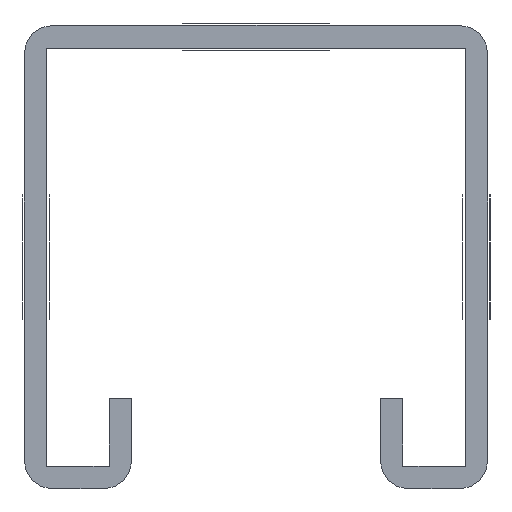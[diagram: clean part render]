
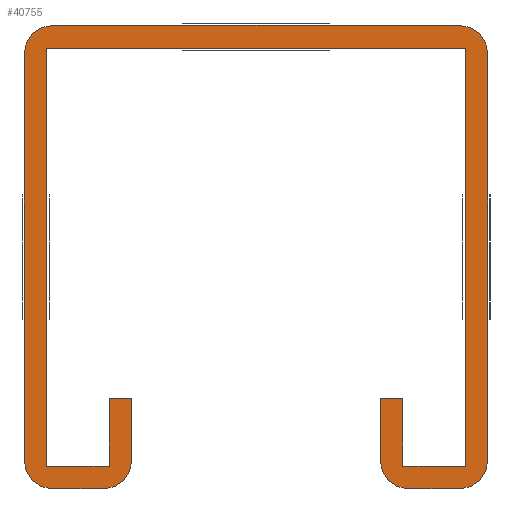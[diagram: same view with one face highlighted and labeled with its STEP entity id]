
A CAD part, left-side view. The second image highlights one B-rep face of the part: STEP entity #40755.
In plain terms, the highlighted planar face has unit normal (-1, 0, 0).
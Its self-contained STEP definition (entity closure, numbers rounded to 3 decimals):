
#2770=CIRCLE('',#41698,2.5);
#2771=CIRCLE('',#41699,2.5);
#2772=CIRCLE('',#41700,2.5);
#2773=CIRCLE('',#41701,2.5);
#2774=CIRCLE('',#41702,2.5);
#2775=CIRCLE('',#41703,2.5);
#4615=FACE_OUTER_BOUND('',#5555,.T.);
#5555=EDGE_LOOP('',(#32364,#32365,#32366,#32367,#32368,#32369,#32370,#32371,
#32372,#32373,#32374,#32375,#32376,#32377,#32378,#32379,#32380,#32381,#32382,
#32383,#32384,#32385));
#6494=LINE('',#55604,#12044);
#6498=LINE('',#55612,#12048);
#6499=LINE('',#55614,#12049);
#6500=LINE('',#55616,#12050);
#6501=LINE('',#55618,#12051);
#6502=LINE('',#55620,#12052);
#6503=LINE('',#55622,#12053);
#6504=LINE('',#55626,#12054);
#6505=LINE('',#55630,#12055);
#6506=LINE('',#55634,#12056);
#6507=LINE('',#55638,#12057);
#6508=LINE('',#55642,#12058);
#6509=LINE('',#55646,#12059);
#6510=LINE('',#55648,#12060);
#6511=LINE('',#55650,#12061);
#6512=LINE('',#55651,#12062);
#12044=VECTOR('',#44484,1.);
#12048=VECTOR('',#44490,1.);
#12049=VECTOR('',#44491,1.);
#12050=VECTOR('',#44492,1.);
#12051=VECTOR('',#44493,1.);
#12052=VECTOR('',#44494,1.);
#12053=VECTOR('',#44495,1.);
#12054=VECTOR('',#44498,1.);
#12055=VECTOR('',#44501,1.);
#12056=VECTOR('',#44504,1.);
#12057=VECTOR('',#44507,1.);
#12058=VECTOR('',#44510,1.);
#12059=VECTOR('',#44513,1.);
#12060=VECTOR('',#44514,1.);
#12061=VECTOR('',#44515,1.);
#12062=VECTOR('',#44516,1.);
#17594=VERTEX_POINT('',#55602);
#17595=VERTEX_POINT('',#55603);
#17598=VERTEX_POINT('',#55611);
#17599=VERTEX_POINT('',#55613);
#17600=VERTEX_POINT('',#55615);
#17601=VERTEX_POINT('',#55617);
#17602=VERTEX_POINT('',#55619);
#17603=VERTEX_POINT('',#55621);
#17604=VERTEX_POINT('',#55623);
#17605=VERTEX_POINT('',#55625);
#17606=VERTEX_POINT('',#55627);
#17607=VERTEX_POINT('',#55629);
#17608=VERTEX_POINT('',#55631);
#17609=VERTEX_POINT('',#55633);
#17610=VERTEX_POINT('',#55635);
#17611=VERTEX_POINT('',#55637);
#17612=VERTEX_POINT('',#55639);
#17613=VERTEX_POINT('',#55641);
#17614=VERTEX_POINT('',#55643);
#17615=VERTEX_POINT('',#55645);
#17616=VERTEX_POINT('',#55647);
#17617=VERTEX_POINT('',#55649);
#24966=EDGE_CURVE('',#17594,#17595,#6494,.T.);
#24970=EDGE_CURVE('',#17598,#17594,#6498,.T.);
#24971=EDGE_CURVE('',#17595,#17599,#6499,.T.);
#24972=EDGE_CURVE('',#17599,#17600,#6500,.T.);
#24973=EDGE_CURVE('',#17600,#17601,#6501,.T.);
#24974=EDGE_CURVE('',#17602,#17601,#6502,.T.);
#24975=EDGE_CURVE('',#17603,#17602,#6503,.T.);
#24976=EDGE_CURVE('',#17604,#17603,#2770,.T.);
#24977=EDGE_CURVE('',#17605,#17604,#6504,.T.);
#24978=EDGE_CURVE('',#17606,#17605,#2771,.T.);
#24979=EDGE_CURVE('',#17607,#17606,#6505,.T.);
#24980=EDGE_CURVE('',#17608,#17607,#2772,.T.);
#24981=EDGE_CURVE('',#17609,#17608,#6506,.T.);
#24982=EDGE_CURVE('',#17610,#17609,#2773,.T.);
#24983=EDGE_CURVE('',#17611,#17610,#6507,.T.);
#24984=EDGE_CURVE('',#17612,#17611,#2774,.T.);
#24985=EDGE_CURVE('',#17613,#17612,#6508,.T.);
#24986=EDGE_CURVE('',#17614,#17613,#2775,.T.);
#24987=EDGE_CURVE('',#17615,#17614,#6509,.T.);
#24988=EDGE_CURVE('',#17615,#17616,#6510,.T.);
#24989=EDGE_CURVE('',#17616,#17617,#6511,.T.);
#24990=EDGE_CURVE('',#17617,#17598,#6512,.T.);
#32364=ORIENTED_EDGE('',*,*,#24970,.T.);
#32365=ORIENTED_EDGE('',*,*,#24966,.T.);
#32366=ORIENTED_EDGE('',*,*,#24971,.T.);
#32367=ORIENTED_EDGE('',*,*,#24972,.T.);
#32368=ORIENTED_EDGE('',*,*,#24973,.T.);
#32369=ORIENTED_EDGE('',*,*,#24974,.F.);
#32370=ORIENTED_EDGE('',*,*,#24975,.F.);
#32371=ORIENTED_EDGE('',*,*,#24976,.F.);
#32372=ORIENTED_EDGE('',*,*,#24977,.F.);
#32373=ORIENTED_EDGE('',*,*,#24978,.F.);
#32374=ORIENTED_EDGE('',*,*,#24979,.F.);
#32375=ORIENTED_EDGE('',*,*,#24980,.F.);
#32376=ORIENTED_EDGE('',*,*,#24981,.F.);
#32377=ORIENTED_EDGE('',*,*,#24982,.F.);
#32378=ORIENTED_EDGE('',*,*,#24983,.F.);
#32379=ORIENTED_EDGE('',*,*,#24984,.F.);
#32380=ORIENTED_EDGE('',*,*,#24985,.F.);
#32381=ORIENTED_EDGE('',*,*,#24986,.F.);
#32382=ORIENTED_EDGE('',*,*,#24987,.F.);
#32383=ORIENTED_EDGE('',*,*,#24988,.T.);
#32384=ORIENTED_EDGE('',*,*,#24989,.T.);
#32385=ORIENTED_EDGE('',*,*,#24990,.T.);
#39821=PLANE('',#41697);
#40755=ADVANCED_FACE('',(#4615),#39821,.F.);
#41697=AXIS2_PLACEMENT_3D('',#55610,#44488,#44489);
#41698=AXIS2_PLACEMENT_3D('',#55624,#44496,#44497);
#41699=AXIS2_PLACEMENT_3D('',#55628,#44499,#44500);
#41700=AXIS2_PLACEMENT_3D('',#55632,#44502,#44503);
#41701=AXIS2_PLACEMENT_3D('',#55636,#44505,#44506);
#41702=AXIS2_PLACEMENT_3D('',#55640,#44508,#44509);
#41703=AXIS2_PLACEMENT_3D('',#55644,#44511,#44512);
#44484=DIRECTION('',(0.,-1.,0.));
#44488=DIRECTION('center_axis',(1.,0.,0.));
#44489=DIRECTION('ref_axis',(0.,0.,-1.));
#44490=DIRECTION('',(0.,0.,1.));
#44491=DIRECTION('',(0.,0.,-1.));
#44492=DIRECTION('',(0.,1.,0.));
#44493=DIRECTION('',(0.,0.,1.));
#44494=DIRECTION('',(0.,-1.,0.));
#44495=DIRECTION('',(0.,0.,1.));
#44496=DIRECTION('center_axis',(1.,0.,0.));
#44497=DIRECTION('ref_axis',(0.,0.707,-0.707));
#44498=DIRECTION('',(0.,1.,0.));
#44499=DIRECTION('center_axis',(1.,0.,0.));
#44500=DIRECTION('ref_axis',(0.,-0.707,-0.707));
#44501=DIRECTION('',(0.,0.,-1.));
#44502=DIRECTION('center_axis',(1.,0.,0.));
#44503=DIRECTION('ref_axis',(0.,-0.707,0.707));
#44504=DIRECTION('',(0.,-1.,0.));
#44505=DIRECTION('center_axis',(1.,0.,0.));
#44506=DIRECTION('ref_axis',(0.,0.707,0.707));
#44507=DIRECTION('',(0.,0.,1.));
#44508=DIRECTION('center_axis',(1.,0.,0.));
#44509=DIRECTION('ref_axis',(0.,0.707,-0.707));
#44510=DIRECTION('',(0.,1.,0.));
#44511=DIRECTION('center_axis',(1.,0.,0.));
#44512=DIRECTION('ref_axis',(0.,-0.707,-0.707));
#44513=DIRECTION('',(0.,0.,-1.));
#44514=DIRECTION('',(0.,1.,0.));
#44515=DIRECTION('',(0.,0.,-1.));
#44516=DIRECTION('',(0.,1.,0.));
#55602=CARTESIAN_POINT('',(24.098,56.1,39.021));
#55603=CARTESIAN_POINT('',(24.098,19.1,39.021));
#55604=CARTESIAN_POINT('',(24.098,37.6,39.021));
#55610=CARTESIAN_POINT('Origin',(24.098,37.6,21.981));
#55611=CARTESIAN_POINT('',(24.098,56.1,2.021));
#55612=CARTESIAN_POINT('',(24.098,56.1,30.251));
#55613=CARTESIAN_POINT('',(24.098,19.1,2.021));
#55614=CARTESIAN_POINT('',(24.098,19.1,30.251));
#55615=CARTESIAN_POINT('',(24.098,24.6,2.021));
#55616=CARTESIAN_POINT('',(24.098,28.6,2.021));
#55617=CARTESIAN_POINT('',(24.098,24.6,8.021));
#55618=CARTESIAN_POINT('',(24.098,24.6,13.501));
#55619=CARTESIAN_POINT('',(24.098,26.6,8.021));
#55620=CARTESIAN_POINT('',(24.098,25.1,8.021));
#55621=CARTESIAN_POINT('',(24.098,26.6,2.521));
#55622=CARTESIAN_POINT('',(24.098,26.6,0.021));
#55623=CARTESIAN_POINT('',(24.098,24.1,0.021));
#55624=CARTESIAN_POINT('Origin',(24.098,24.1,2.521));
#55625=CARTESIAN_POINT('',(24.098,19.6,0.021));
#55626=CARTESIAN_POINT('',(24.098,17.1,0.021));
#55627=CARTESIAN_POINT('',(24.098,17.1,2.521));
#55628=CARTESIAN_POINT('Origin',(24.098,19.6,2.521));
#55629=CARTESIAN_POINT('',(24.098,17.1,38.521));
#55630=CARTESIAN_POINT('',(24.098,17.1,41.021));
#55631=CARTESIAN_POINT('',(24.098,19.6,41.021));
#55632=CARTESIAN_POINT('Origin',(24.098,19.6,38.521));
#55633=CARTESIAN_POINT('',(24.098,55.6,41.021));
#55634=CARTESIAN_POINT('',(24.098,58.1,41.021));
#55635=CARTESIAN_POINT('',(24.098,58.1,38.521));
#55636=CARTESIAN_POINT('Origin',(24.098,55.6,38.521));
#55637=CARTESIAN_POINT('',(24.098,58.1,2.521));
#55638=CARTESIAN_POINT('',(24.098,58.1,0.021));
#55639=CARTESIAN_POINT('',(24.098,55.6,0.021));
#55640=CARTESIAN_POINT('Origin',(24.098,55.6,2.521));
#55641=CARTESIAN_POINT('',(24.098,51.1,0.021));
#55642=CARTESIAN_POINT('',(24.098,48.6,0.021));
#55643=CARTESIAN_POINT('',(24.098,48.6,2.521));
#55644=CARTESIAN_POINT('Origin',(24.098,51.1,2.521));
#55645=CARTESIAN_POINT('',(24.098,48.6,8.021));
#55646=CARTESIAN_POINT('',(24.098,48.6,8.021));
#55647=CARTESIAN_POINT('',(24.098,50.6,8.021));
#55648=CARTESIAN_POINT('',(24.098,50.6,8.021));
#55649=CARTESIAN_POINT('',(24.098,50.6,2.021));
#55650=CARTESIAN_POINT('',(24.098,50.6,13.501));
#55651=CARTESIAN_POINT('',(24.098,44.35,2.021));
